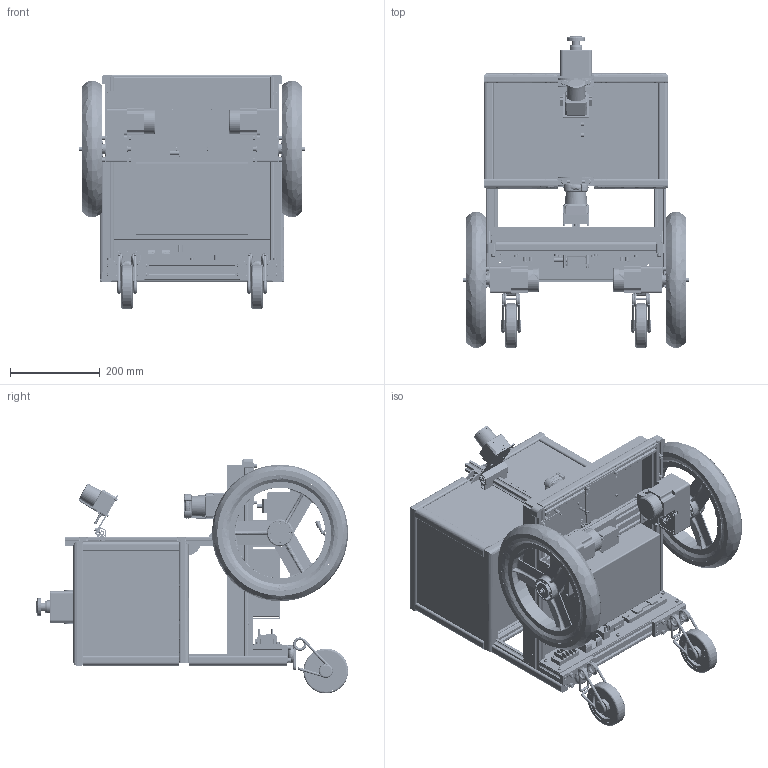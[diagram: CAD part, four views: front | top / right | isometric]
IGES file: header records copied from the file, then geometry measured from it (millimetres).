
Start section: SolidWorks IGES file using analytic representation for surfaces
Global section: file name: i-Cart-Middle.IGS; native system: SolidWorks 2015; preprocessor: SolidWorks 2015; author: sh_bando; date: 160105.101033; units: millimetre
Bounding box: 503 x 697 x 524 mm (x, y, z)
Surface area: 4706290.9 mm2 (no closed solid volume)
Topology: 0 solids, 0 shells, 13375 faces, 154606 edges, 154525 vertices
Faces by surface type: bspline 8666, revolution 4709
